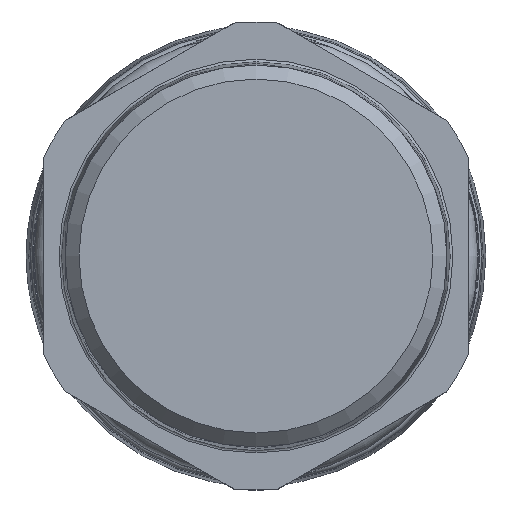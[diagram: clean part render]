
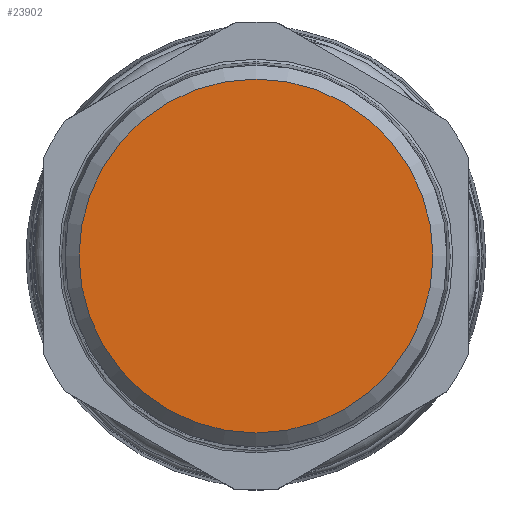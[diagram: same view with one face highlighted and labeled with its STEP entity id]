
A CAD part, left-side view. The second image highlights one B-rep face of the part: STEP entity #23902.
In plain terms, the highlighted planar face has unit normal (-1, 0, 0).
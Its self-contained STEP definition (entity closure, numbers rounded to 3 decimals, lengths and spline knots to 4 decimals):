
#1772=CIRCLE('',#25861,1.3099);
#1773=CIRCLE('',#25862,1.3099);
#3316=FACE_OUTER_BOUND('',#4641,.T.);
#4641=EDGE_LOOP('',(#20797,#20798));
#10362=VERTEX_POINT('',#50825);
#10363=VERTEX_POINT('',#50826);
#13853=EDGE_CURVE('',#10362,#10363,#1772,.T.);
#13854=EDGE_CURVE('',#10363,#10362,#1773,.T.);
#20797=ORIENTED_EDGE('',*,*,#13853,.T.);
#20798=ORIENTED_EDGE('',*,*,#13854,.T.);
#21418=PLANE('',#25860);
#23902=ADVANCED_FACE('',(#3316),#21418,.T.);
#25860=AXIS2_PLACEMENT_3D('',#50824,#30784,#30785);
#25861=AXIS2_PLACEMENT_3D('',#50827,#30786,#30787);
#25862=AXIS2_PLACEMENT_3D('',#50828,#30788,#30789);
#30784=DIRECTION('center_axis',(-1.,0.,0.));
#30785=DIRECTION('ref_axis',(0.,0.,
-1.));
#30786=DIRECTION('center_axis',(-1.,0.,0.));
#30787=DIRECTION('ref_axis',(0.,0.,
1.));
#30788=DIRECTION('center_axis',(-1.,0.,0.));
#30789=DIRECTION('ref_axis',(0.,0.,
1.));
#50824=CARTESIAN_POINT('Origin',(-3.145,0.,
1.41));
#50825=CARTESIAN_POINT('',(-3.145,0.,1.3099));
#50826=CARTESIAN_POINT('',(-3.145,0.,-1.3099));
#50827=CARTESIAN_POINT('Origin',(-3.145,0.,
0.));
#50828=CARTESIAN_POINT('Origin',(-3.145,0.,
0.));
